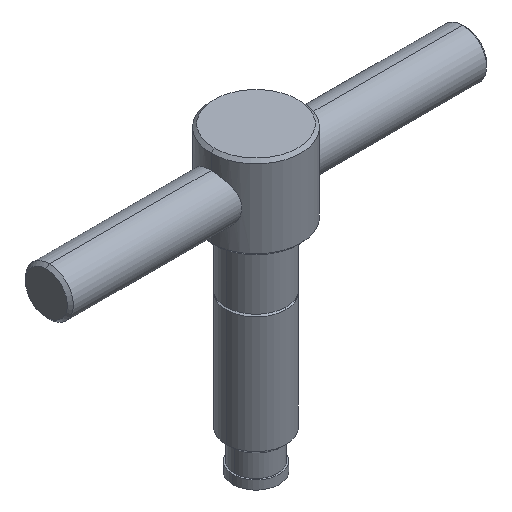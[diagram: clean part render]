
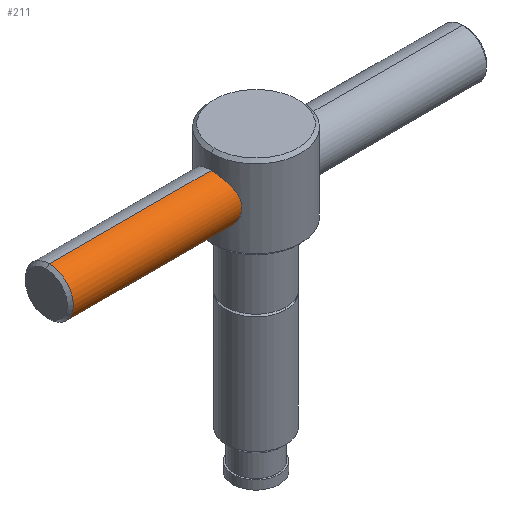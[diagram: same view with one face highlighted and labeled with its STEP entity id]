
A CAD part, isometric view. The second image highlights one B-rep face of the part: STEP entity #211.
In plain terms, the highlighted cylindrical face has radius 8 mm (diameter 16 mm), a partial arc.
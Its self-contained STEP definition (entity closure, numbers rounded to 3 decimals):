
#183=VERTEX_POINT('',#513);
#211=ADVANCED_FACE('',(#545),#546,.T.);
#297=VERTEX_POINT('',#647);
#323=EDGE_CURVE('',#439,#343,#677,.T.);
#343=VERTEX_POINT('',#698);
#391=EDGE_CURVE('',#343,#183,#749,.T.);
#399=EDGE_CURVE('',#297,#439,#758,.T.);
#439=VERTEX_POINT('',#805);
#479=EDGE_CURVE('',#297,#183,#847,.T.);
#513=CARTESIAN_POINT('',(-69.,0.,81.));
#545=FACE_OUTER_BOUND('',#914,.T.);
#546=CYLINDRICAL_SURFACE('',#915,8.0);
#647=CARTESIAN_POINT('',(-69.,0.,97.));
#677=B_SPLINE_CURVE_WITH_KNOTS('',3,(#1083,#1084,#1085,#1086,#1087,#1088,#1089,#1090,#1091,#1092,#1093,#1094,#1095,#1096,#1097,#1098,#1099,#1100,#1101,#1102,#1103,#1104,#1105,#1106,#1107,#1108,#1109,#1110,#1111,#1112,#1113,#1114,#1115,#1116),.UNSPECIFIED.,.F.,.F.,(4,2,2,2,2,2,2,2,2,2,2,2,2,2,2,2,4),(12.341,13.88,15.42,16.96,18.5,20.045,21.59,23.136,24.681,26.227,27.772,29.317,30.863,32.403,33.942,35.482,37.022),.UNSPECIFIED.);
#698=CARTESIAN_POINT('',(-15.0,0.,81.));
#749=LINE('',#1227,#1228);
#758=LINE('',#1239,#1240);
#805=CARTESIAN_POINT('',(-15.0,0.,97.));
#847=CIRCLE('',#1436,8.0);
#914=EDGE_LOOP('',(#1509,#1510,#1511,#1512));
#915=AXIS2_PLACEMENT_3D('',#1513,#1514,#1515);
#1083=CARTESIAN_POINT('',(-15.0,0.,97.));
#1084=CARTESIAN_POINT('',(-15.,-0.513,97.));
#1085=CARTESIAN_POINT('',(-14.973,-1.041,96.95));
#1086=CARTESIAN_POINT('',(-14.864,-2.084,96.742));
#1087=CARTESIAN_POINT('',(-14.782,-2.599,96.585));
#1088=CARTESIAN_POINT('',(-14.575,-3.582,96.173));
#1089=CARTESIAN_POINT('',(-14.45,-4.05,95.918));
#1090=CARTESIAN_POINT('',(-14.18,-4.913,95.335));
#1091=CARTESIAN_POINT('',(-14.034,-5.308,95.006));
#1092=CARTESIAN_POINT('',(-13.75,-6.007,94.307));
#1093=CARTESIAN_POINT('',(-13.6,-6.336,93.912));
#1094=CARTESIAN_POINT('',(-13.313,-6.919,93.049));
#1095=CARTESIAN_POINT('',(-13.176,-7.173,92.581));
#1096=CARTESIAN_POINT('',(-12.943,-7.584,91.6));
#1097=CARTESIAN_POINT('',(-12.848,-7.742,91.086));
#1098=CARTESIAN_POINT('',(-12.721,-7.949,90.043));
#1099=CARTESIAN_POINT('',(-12.689,-8.,89.515));
#1100=CARTESIAN_POINT('',(-12.689,-8.,88.485));
#1101=CARTESIAN_POINT('',(-12.721,-7.949,87.957));
#1102=CARTESIAN_POINT('',(-12.848,-7.742,86.914));
#1103=CARTESIAN_POINT('',(-12.943,-7.584,86.4));
#1104=CARTESIAN_POINT('',(-13.176,-7.173,85.419));
#1105=CARTESIAN_POINT('',(-13.313,-6.919,84.951));
#1106=CARTESIAN_POINT('',(-13.6,-6.336,84.088));
#1107=CARTESIAN_POINT('',(-13.75,-6.007,83.693));
#1108=CARTESIAN_POINT('',(-14.034,-5.308,82.994));
#1109=CARTESIAN_POINT('',(-14.18,-4.913,82.665));
#1110=CARTESIAN_POINT('',(-14.45,-4.05,82.082));
#1111=CARTESIAN_POINT('',(-14.575,-3.582,81.827));
#1112=CARTESIAN_POINT('',(-14.782,-2.599,81.415));
#1113=CARTESIAN_POINT('',(-14.864,-2.084,81.258));
#1114=CARTESIAN_POINT('',(-14.973,-1.041,81.05));
#1115=CARTESIAN_POINT('',(-15.,-0.513,81.));
#1116=CARTESIAN_POINT('',(-15.0,0.,81.));
#1227=CARTESIAN_POINT('',(-40.844,0.,81.));
#1228=VECTOR('',#1789,1.0);
#1239=CARTESIAN_POINT('',(-40.844,0.,97.));
#1240=VECTOR('',#1801,1.0);
#1436=AXIS2_PLACEMENT_3D('',#1887,#1888,#1889);
#1509=ORIENTED_EDGE('',*,*,#399,.F.);
#1510=ORIENTED_EDGE('',*,*,#479,.T.);
#1511=ORIENTED_EDGE('',*,*,#391,.F.);
#1512=ORIENTED_EDGE('',*,*,#323,.F.);
#1513=CARTESIAN_POINT('',(0.,0.,89.));
#1514=DIRECTION('',(-1.0,0.,0.));
#1515=DIRECTION('',(0.,0.,1.0));
#1789=DIRECTION('',(-1.0,0.,0.));
#1801=DIRECTION('',(1.0,0.,0.));
#1887=CARTESIAN_POINT('',(-69.,0.,89.));
#1888=DIRECTION('',(1.0,0.,0.));
#1889=DIRECTION('',(0.,0.,1.0));
